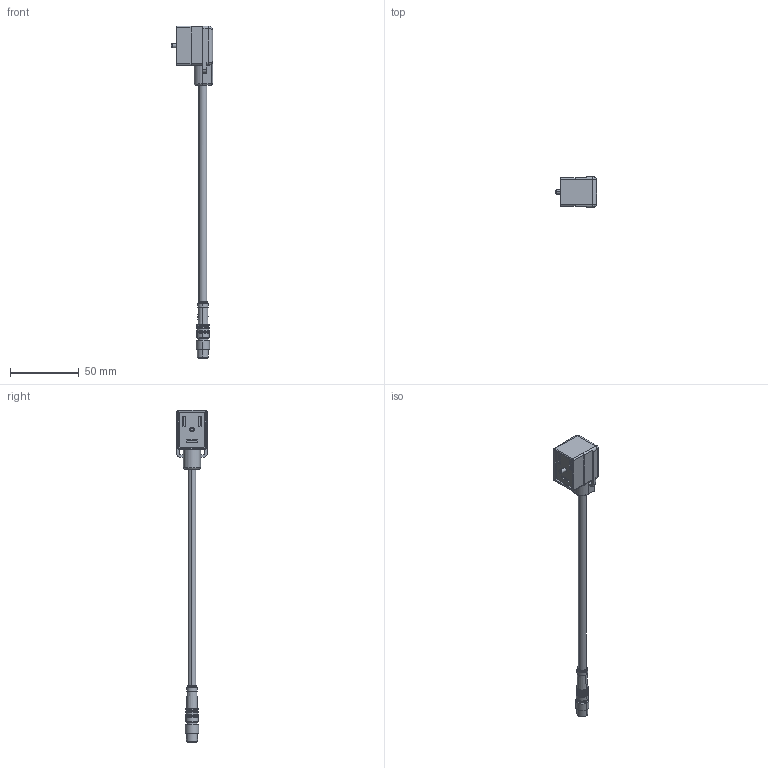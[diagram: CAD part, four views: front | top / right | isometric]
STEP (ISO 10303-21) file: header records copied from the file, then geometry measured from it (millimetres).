
FILE_DESCRIPTION(('CATIA V5 STEP Exchange','CAx-IF Rec.Pracs.--- Model Styling and Organization---1.4--- 2014-01-23'),'2;1');
FILE_NAME ('010180-5_0_1276450250_1276450250.stp','2020-09-02T07:36:36+00:00',('none'),('Weidmueller'),'CATIA Version 5-6 Release 2016 SP3 HF44','CATIA V5 STEP AP214','none');
FILE_SCHEMA(('AUTOMOTIVE_DESIGN { 1 0 10303 214 1 1 1 1 }'));
Length unit declared in the file: millimetre
Products named in the file (1): 1276450250
Bounding box: 30.05 x 22.4 x 241.31 mm (x, y, z)
Volume: 23726.8 mm3; surface area: 10580.7 mm2
Topology: 11 solids, 11 shells, 387 faces, 954 edges, 603 vertices
Faces by surface type: plane 167, cylinder 137, torus 37, cone 28, revolution 12, bspline 4, sphere 2
Entity records: 11974 total; most frequent: CARTESIAN_POINT 3789, ORIENTED_EDGE 1892, DIRECTION 1294, EDGE_CURVE 915, VERTEX_POINT 572, AXIS2_PLACEMENT_3D 535, VECTOR 436, LINE 436
